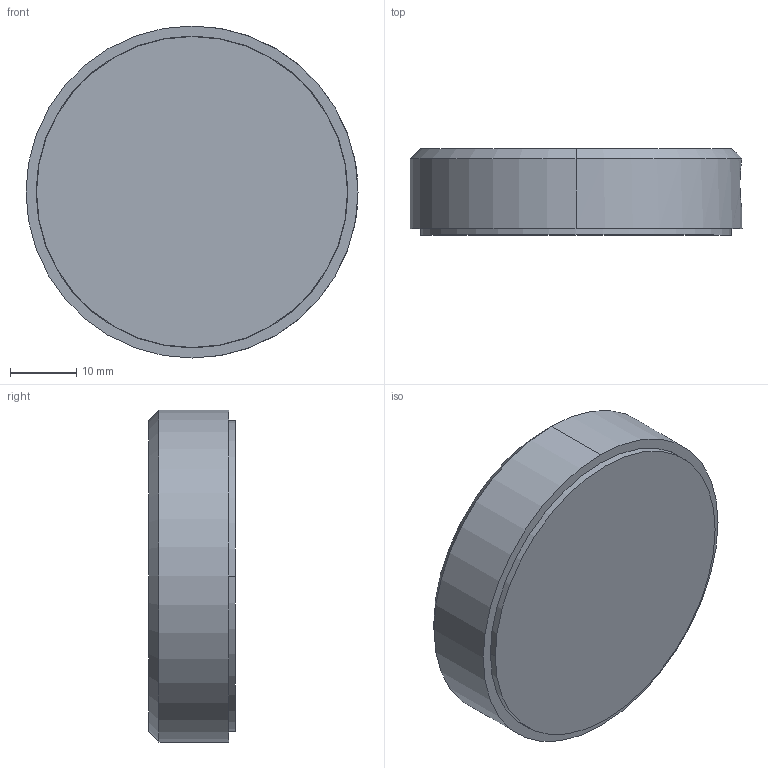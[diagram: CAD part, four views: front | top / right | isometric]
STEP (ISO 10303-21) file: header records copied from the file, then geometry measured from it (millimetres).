
FILE_DESCRIPTION (( 'STEP AP214' ), '1' );
FILE_NAME ('S105001.STEP', '2019-08-23T18:52:04', ( '' ), ( '' ), 'SwSTEP 2.0', 'SolidWorks 2019', '' );
FILE_SCHEMA (( 'AUTOMOTIVE_DESIGN' ));
Length unit declared in the file: inch
Products named in the file (1): S105001
Bounding box: 50.01 x 12.99 x 50.01 mm (x, y, z)
Volume: 24163.7 mm3; surface area: 10815.3 mm2
Topology: 2 solids, 2 shells, 49 faces, 107 edges, 64 vertices
Faces by surface type: cylinder 26, plane 11, cone 10, sphere 2
Entity records: 2050 total; most frequent: CARTESIAN_POINT 279, DIRECTION 254, ORIENTED_EDGE 198, AXIS2_PLACEMENT_3D 109, EDGE_CURVE 99, VERTEX_POINT 64, EDGE_LOOP 59, CIRCLE 59
